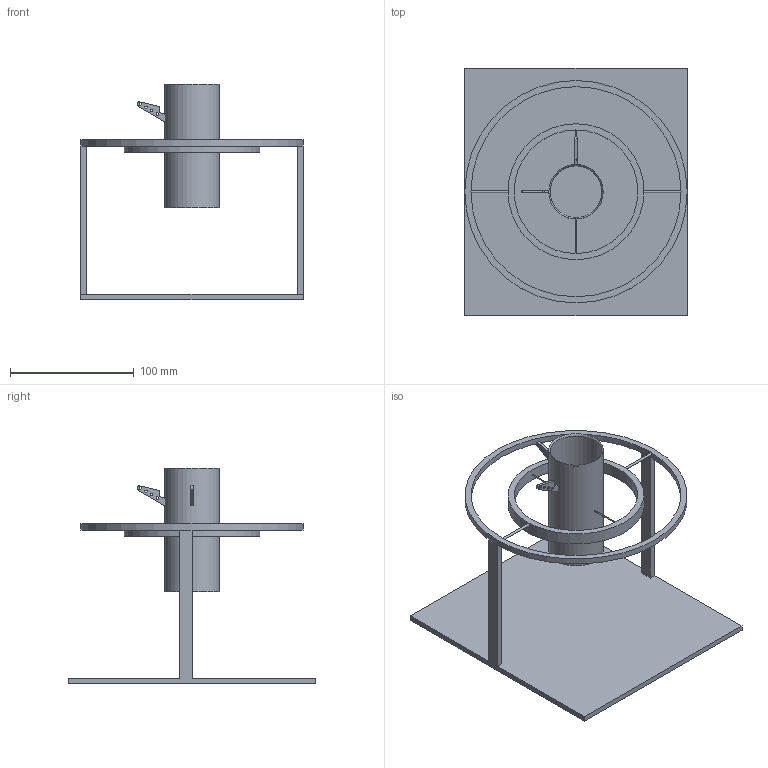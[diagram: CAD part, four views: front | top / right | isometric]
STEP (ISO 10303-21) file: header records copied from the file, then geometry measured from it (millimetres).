
FILE_DESCRIPTION(/* description */ (''),/* implementation_level */ '2;1');
FILE_NAME(/* name */ 'gimbal only_.step',/* time_stamp */ '2025-07-28T01:07:42+01:00',/* author */ (''),/* organization */ (''),/* preprocessor_version */ 'ST-DEVELOPER v20.1',/* originating_system */ 'Autodesk Translation Framework v14.10.0.0',/* authorisation */ '');
FILE_SCHEMA (('AUTOMOTIVE_DESIGN { 1 0 10303 214 3 1 1 }'));
Length unit declared in the file: centimetre
Products named in the file (11): thrust vector control first attempt; inner ring; supp iner; supp iner 2; rocket body; supp outer; supp outer 2; servo bra; servo bra 2; outer ring; Component10
Assembly tree (10 placements, depth 2):
  thrust vector control first attempt
    inner ring
    supp iner
    supp iner 2
    rocket body
    supp outer
    supp outer 2
    servo bra
    servo bra 2
    outer ring
    Component10
Bounding box: 180 x 200 x 174.43 mm (x, y, z)
Volume: 215799.4 mm3; surface area: 132192 mm2
Topology: 10 solids, 10 shells, 66 faces, 140 edges, 93 vertices
Faces by surface type: plane 39, cylinder 26, torus 1
Full cylindrical faces by diameter (mm): 1 x2, 2 x10, 42 x1, 44 x1, 100 x1, 110 x1, 170 x1, 180 x1
Entity records: 2231 total; most frequent: CARTESIAN_POINT 386, DIRECTION 360, ORIENTED_EDGE 280, EDGE_CURVE 140, AXIS2_PLACEMENT_3D 135, VERTEX_POINT 93, LINE 90, VECTOR 90
